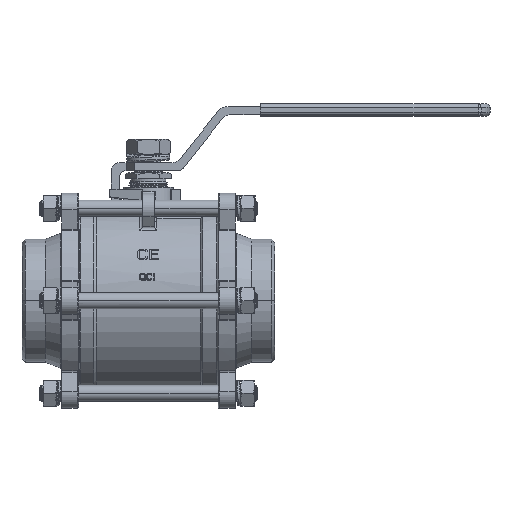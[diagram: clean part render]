
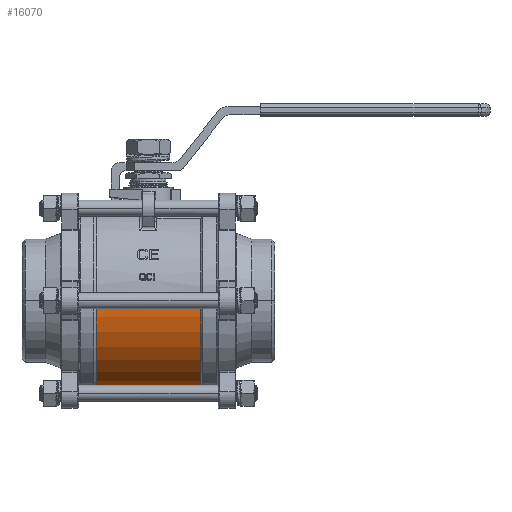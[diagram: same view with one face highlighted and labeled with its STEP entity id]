
A CAD part, front view. The second image highlights one B-rep face of the part: STEP entity #16070.
In plain terms, the highlighted cylindrical face has radius 67.7 mm (diameter 135.4 mm), a partial arc.
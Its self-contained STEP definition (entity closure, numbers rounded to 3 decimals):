
#1452=DIRECTION('',(-1.,0.,0.));
#1453=VECTOR('',#1452,76.6);
#1454=CARTESIAN_POINT('',(38.3,67.7,0.));
#1455=LINE('',#1454,#1453);
#1456=DIRECTION('',(-1.,0.,0.));
#1457=VECTOR('',#1456,76.6);
#1458=CARTESIAN_POINT('',(38.3,-67.7,0.));
#1459=LINE('',#1458,#1457);
#1460=CARTESIAN_POINT('',(38.3,0.,0.));
#1461=DIRECTION('',(-1.,0.,0.));
#1462=DIRECTION('',(0.,1.,0.));
#1463=AXIS2_PLACEMENT_3D('',#1460,#1461,#1462);
#12550=CARTESIAN_POINT('',(-38.3,0.,0.));
#12551=DIRECTION('',(-1.,0.,0.));
#12552=DIRECTION('',(0.,1.,0.));
#12553=AXIS2_PLACEMENT_3D('',#12550,#12551,#12552);
#12832=CARTESIAN_POINT('',(38.3,67.7,0.));
#12833=CARTESIAN_POINT('',(-38.3,67.7,0.));
#12834=VERTEX_POINT('',#12832);
#12835=VERTEX_POINT('',#12833);
#12844=CARTESIAN_POINT('',(38.3,-67.7,0.));
#12845=CARTESIAN_POINT('',(-38.3,-67.7,0.));
#12846=VERTEX_POINT('',#12844);
#12847=VERTEX_POINT('',#12845);
#16056=CARTESIAN_POINT('',(-54.78,0.,0.));
#16057=DIRECTION('',(1.,0.,0.));
#16058=DIRECTION('',(0.,-1.,0.));
#16059=AXIS2_PLACEMENT_3D('',#16056,#16057,#16058);
#16060=CYLINDRICAL_SURFACE('',#16059,67.7);
#16062=ORIENTED_EDGE('',*,*,#16061,.T.);
#16064=ORIENTED_EDGE('',*,*,#16063,.T.);
#16066=ORIENTED_EDGE('',*,*,#16065,.F.);
#16067=ORIENTED_EDGE('',*,*,#15398,.F.);
#16068=EDGE_LOOP('',(#16062,#16064,#16066,#16067));
#16069=FACE_OUTER_BOUND('',#16068,.F.);
#1464=CIRCLE('',#1463,67.7);
#12554=CIRCLE('',#12553,67.7);
#15398=EDGE_CURVE('',#12834,#12846,#1464,.T.);
#16061=EDGE_CURVE('',#12834,#12835,#1455,.T.);
#16063=EDGE_CURVE('',#12835,#12847,#12554,.T.);
#16065=EDGE_CURVE('',#12846,#12847,#1459,.T.);
#16070=ADVANCED_FACE('',(#16069),#16060,.T.);
